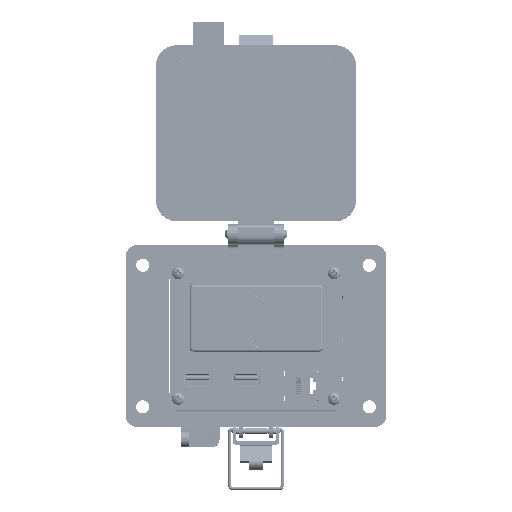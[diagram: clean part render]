
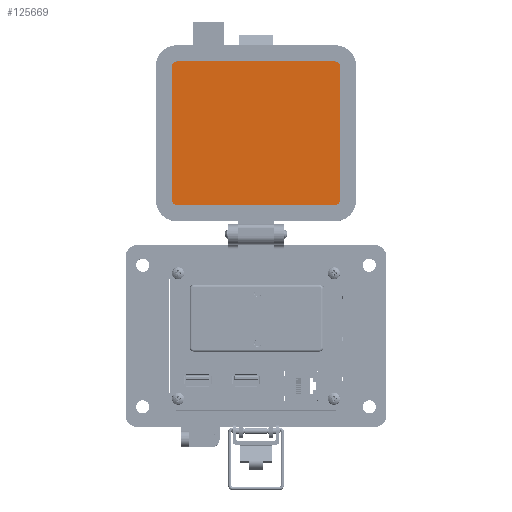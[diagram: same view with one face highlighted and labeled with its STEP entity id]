
A CAD part, top view. The second image highlights one B-rep face of the part: STEP entity #125669.
In plain terms, the highlighted planar face has unit normal (0, 0, 1).
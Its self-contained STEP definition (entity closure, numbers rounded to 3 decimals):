
#4871 = DIRECTION ( 'NONE',  ( 0., 0., -1. ) ) ;
#5622 = CARTESIAN_POINT ( 'NONE',  ( 35.912, 57.705, 19.202 ) ) ;
#8139 = DIRECTION ( 'NONE',  ( 1., 0., 0. ) ) ;
#8973 = FACE_OUTER_BOUND ( 'NONE', #30073, .T. ) ;
#10445 = AXIS2_PLACEMENT_3D ( 'NONE', #136365, #72108, #8139 ) ;
#10770 = VERTEX_POINT ( 'NONE', #5622 ) ;
#11999 = ORIENTED_EDGE ( 'NONE', *, *, #14857, .F. ) ;
#12885 = VECTOR ( 'NONE', #23817, 1000. ) ;
#14235 = EDGE_CURVE ( 'NONE', #34621, #86990, #44980, .T. ) ;
#14857 = EDGE_CURVE ( 'NONE', #20095, #34621, #55022, .T. ) ;
#15455 = CIRCLE ( 'NONE', #116650, 2.299 ) ;
#18354 = LINE ( 'NONE', #97125, #128824 ) ;
#19587 = LINE ( 'NONE', #119654, #12885 ) ;
#20015 = EDGE_CURVE ( 'NONE', #33118, #93641, #103988, .T. ) ;
#20095 = VERTEX_POINT ( 'NONE', #25432 ) ;
#23357 = VECTOR ( 'NONE', #26933, 1000. ) ;
#23817 = DIRECTION ( 'NONE',  ( 0., -1., 0. ) ) ;
#24712 = VERTEX_POINT ( 'NONE', #34052 ) ;
#25432 = CARTESIAN_POINT ( 'NONE',  ( -42.469, 128.688, 19.202 ) ) ;
#26933 = DIRECTION ( 'NONE',  ( 1., 0., 0. ) ) ;
#28788 = CIRCLE ( 'NONE', #33371, 2.299 ) ;
#30073 = EDGE_LOOP ( 'NONE', ( #88745, #39173, #136064, #11999, #69194, #93233, #115248, #56541 ) ) ;
#33118 = VERTEX_POINT ( 'NONE', #103839 ) ;
#33371 = AXIS2_PLACEMENT_3D ( 'NONE', #68851, #4871, #79641 ) ;
#34052 = CARTESIAN_POINT ( 'NONE',  ( 38.212, 60.004, 19.202 ) ) ;
#34621 = VERTEX_POINT ( 'NONE', #110993 ) ;
#34788 = VERTEX_POINT ( 'NONE', #58746 ) ;
#38363 = DIRECTION ( 'NONE',  ( 0., 0., 1. ) ) ;
#39090 = DIRECTION ( 'NONE',  ( 1., 0., 0. ) ) ;
#39173 = ORIENTED_EDGE ( 'NONE', *, *, #134652, .F. ) ;
#44695 = CARTESIAN_POINT ( 'NONE',  ( -42.469, 126.389, 19.202 ) ) ;
#44980 = CIRCLE ( 'NONE', #131063, 2.299 ) ;
#54809 = DIRECTION ( 'NONE',  ( 0., 1., 0. ) ) ;
#55022 = LINE ( 'NONE', #86802, #23357 ) ;
#55418 = DIRECTION ( 'NONE',  ( 0., -1., 0. ) ) ;
#56541 = ORIENTED_EDGE ( 'NONE', *, *, #92549, .F. ) ;
#58746 = CARTESIAN_POINT ( 'NONE',  ( -42.469, 57.705, 19.202 ) ) ;
#60492 = DIRECTION ( 'NONE',  ( 0., 0., -1. ) ) ;
#68851 = CARTESIAN_POINT ( 'NONE',  ( 35.912, 60.004, 19.202 ) ) ;
#69082 = CARTESIAN_POINT ( 'NONE',  ( -44.769, 126.389, 19.202 ) ) ;
#69194 = ORIENTED_EDGE ( 'NONE', *, *, #131325, .F. ) ;
#69329 = AXIS2_PLACEMENT_3D ( 'NONE', #80897, #38363, #113230 ) ;
#69615 = PLANE ( 'NONE',  #69329 ) ;
#72108 = DIRECTION ( 'NONE',  ( 0., 0., -1. ) ) ;
#75430 = VECTOR ( 'NONE', #54809, 1000. ) ;
#75907 = DIRECTION ( 'NONE',  ( -1., 0., 0. ) ) ;
#79641 = DIRECTION ( 'NONE',  ( 0., -1., 0. ) ) ;
#80897 = CARTESIAN_POINT ( 'NONE',  ( 39.871, 130.108, 19.202 ) ) ;
#86802 = CARTESIAN_POINT ( 'NONE',  ( -3.279, 128.688, 19.202 ) ) ;
#86990 = VERTEX_POINT ( 'NONE', #105888 ) ;
#88745 = ORIENTED_EDGE ( 'NONE', *, *, #114035, .F. ) ;
#91501 = EDGE_CURVE ( 'NONE', #34788, #33118, #120747, .T. ) ;
#92549 = EDGE_CURVE ( 'NONE', #10770, #34788, #18354, .T. ) ;
#93233 = ORIENTED_EDGE ( 'NONE', *, *, #20015, .F. ) ;
#93641 = VERTEX_POINT ( 'NONE', #69082 ) ;
#97125 = CARTESIAN_POINT ( 'NONE',  ( -3.279, 57.705, 19.202 ) ) ;
#103157 = CARTESIAN_POINT ( 'NONE',  ( 35.912, 126.389, 19.202 ) ) ;
#103839 = CARTESIAN_POINT ( 'NONE',  ( -44.769, 60.004, 19.202 ) ) ;
#103988 = LINE ( 'NONE', #118498, #75430 ) ;
#105888 = CARTESIAN_POINT ( 'NONE',  ( 38.212, 126.389, 19.202 ) ) ;
#110993 = CARTESIAN_POINT ( 'NONE',  ( 35.912, 128.688, 19.202 ) ) ;
#113230 = DIRECTION ( 'NONE',  ( -1., 0., 0. ) ) ;
#114035 = EDGE_CURVE ( 'NONE', #24712, #10770, #28788, .T. ) ;
#115248 = ORIENTED_EDGE ( 'NONE', *, *, #91501, .F. ) ;
#116650 = AXIS2_PLACEMENT_3D ( 'NONE', #44695, #119576, #55418 ) ;
#118498 = CARTESIAN_POINT ( 'NONE',  ( -44.769, 93.196, 19.202 ) ) ;
#119576 = DIRECTION ( 'NONE',  ( 0., 0., -1. ) ) ;
#119654 = CARTESIAN_POINT ( 'NONE',  ( 38.212, 93.196, 19.202 ) ) ;
#120747 = CIRCLE ( 'NONE', #10445, 2.299 ) ;
#125669 = ADVANCED_FACE ( 'NONE', ( #8973 ), #69615, .T. ) ;
#128824 = VECTOR ( 'NONE', #75907, 1000. ) ;
#131063 = AXIS2_PLACEMENT_3D ( 'NONE', #103157, #60492, #39090 ) ;
#131325 = EDGE_CURVE ( 'NONE', #93641, #20095, #15455, .T. ) ;
#134652 = EDGE_CURVE ( 'NONE', #86990, #24712, #19587, .T. ) ;
#136064 = ORIENTED_EDGE ( 'NONE', *, *, #14235, .F. ) ;
#136365 = CARTESIAN_POINT ( 'NONE',  ( -42.469, 60.004, 19.202 ) ) ;
